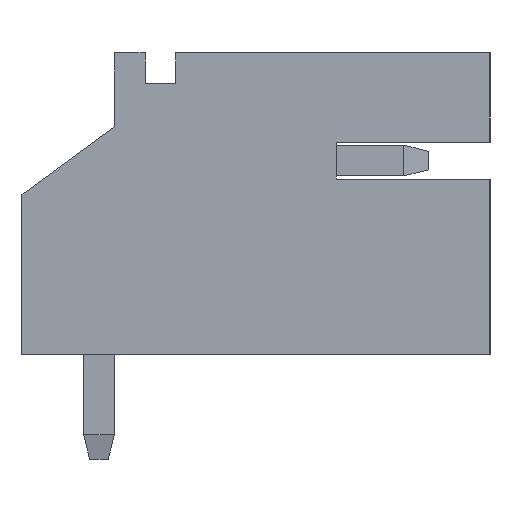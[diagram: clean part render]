
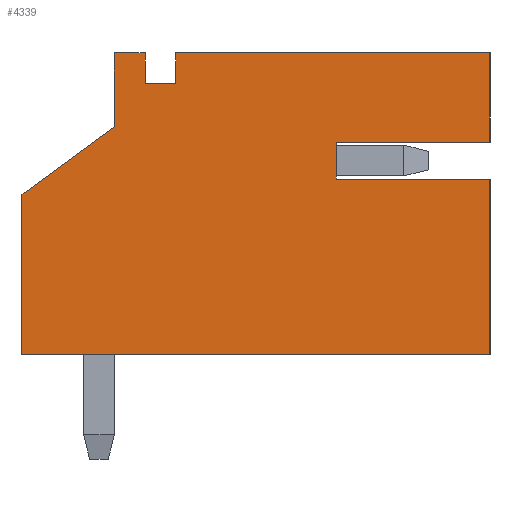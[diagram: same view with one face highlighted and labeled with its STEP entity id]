
A CAD part, left-side view. The second image highlights one B-rep face of the part: STEP entity #4339.
In plain terms, the highlighted planar face has unit normal (-1, 0, 0).
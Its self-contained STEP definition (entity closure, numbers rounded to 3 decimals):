
#99 = CARTESIAN_POINT ( 'NONE',  ( -5., -1.84, 3.45 ) ) ;
#112 = CARTESIAN_POINT ( 'NONE',  ( -5., -1.24, 4.4 ) ) ;
#334 = CARTESIAN_POINT ( 'NONE',  ( -5., -0.24, 3.7 ) ) ;
#441 = EDGE_CURVE ( 'NONE', #12975, #15005, #8251, .T. ) ;
#519 = VECTOR ( 'NONE', #4913, 1000. ) ;
#626 = ORIENTED_EDGE ( 'NONE', *, *, #4037, .T. ) ;
#646 = EDGE_CURVE ( 'NONE', #12975, #12597, #14551, .T. ) ;
#868 = LINE ( 'NONE', #4509, #8066 ) ;
#1098 = ORIENTED_EDGE ( 'NONE', *, *, #9568, .T. ) ;
#1174 = DIRECTION ( 'NONE',  ( 0., 1., 0. ) ) ;
#1382 = EDGE_CURVE ( 'NONE', #6337, #3710, #5024, .T. ) ;
#1414 = CARTESIAN_POINT ( 'NONE',  ( -5., 1.26, 0. ) ) ;
#1421 = PLANE ( 'NONE',  #13559 ) ;
#1737 = CARTESIAN_POINT ( 'NONE',  ( -5., -1.24, 4.4 ) ) ;
#1858 = VERTEX_POINT ( 'NONE', #1414 ) ;
#1869 = EDGE_CURVE ( 'NONE', #9836, #11241, #11611, .T. ) ;
#1883 = EDGE_LOOP ( 'NONE', ( #10360, #7171, #2735, #10077, #8937, #3301, #11581, #9425, #7010, #10262, #11017, #11507, #626, #1098 ) ) ;
#2281 = VERTEX_POINT ( 'NONE', #15014 ) ;
#2368 = EDGE_CURVE ( 'NONE', #2281, #5992, #6175, .T. ) ;
#2725 = VECTOR ( 'NONE', #6097, 1000. ) ;
#2735 = ORIENTED_EDGE ( 'NONE', *, *, #15062, .T. ) ;
#2762 = CARTESIAN_POINT ( 'NONE',  ( -5., 1.26, 2.6 ) ) ;
#3301 = ORIENTED_EDGE ( 'NONE', *, *, #646, .F. ) ;
#3528 = CARTESIAN_POINT ( 'NONE',  ( -5., -0.24, 3.7 ) ) ;
#3688 = LINE ( 'NONE', #10717, #519 ) ;
#3710 = VERTEX_POINT ( 'NONE', #5308 ) ;
#3800 = VERTEX_POINT ( 'NONE', #9049 ) ;
#3894 = DIRECTION ( 'NONE',  ( 0., 0., 1. ) ) ;
#4037 = EDGE_CURVE ( 'NONE', #1858, #3800, #8512, .T. ) ;
#4133 = VECTOR ( 'NONE', #12371, 1000. ) ;
#4339 = ADVANCED_FACE ( 'NONE', ( #9790 ), #1421, .F. ) ;
#4388 = VERTEX_POINT ( 'NONE', #8756 ) ;
#4509 = CARTESIAN_POINT ( 'NONE',  ( -5., -0.24, 4.9 ) ) ;
#4574 = LINE ( 'NONE', #99, #2725 ) ;
#4911 = CARTESIAN_POINT ( 'NONE',  ( -5., 1.26, 2.6 ) ) ;
#4913 = DIRECTION ( 'NONE',  ( 0., 1., 0. ) ) ;
#4967 = CARTESIAN_POINT ( 'NONE',  ( -5., -1.24, 3.282 ) ) ;
#5024 = LINE ( 'NONE', #12111, #13754 ) ;
#5051 = DIRECTION ( 'NONE',  ( 0., -1., 0. ) ) ;
#5308 = CARTESIAN_POINT ( 'NONE',  ( -5., -6.34, 2.85 ) ) ;
#5360 = CARTESIAN_POINT ( 'NONE',  ( -5., -3.84, 2.85 ) ) ;
#5992 = VERTEX_POINT ( 'NONE', #3528 ) ;
#6097 = DIRECTION ( 'NONE',  ( 0., -1., 0. ) ) ;
#6175 = LINE ( 'NONE', #334, #11593 ) ;
#6280 = VECTOR ( 'NONE', #7417, 1000. ) ;
#6302 = EDGE_CURVE ( 'NONE', #10667, #1858, #14431, .T. ) ;
#6337 = VERTEX_POINT ( 'NONE', #5360 ) ;
#6913 = DIRECTION ( 'NONE',  ( 0., 0., 1. ) ) ;
#7010 = ORIENTED_EDGE ( 'NONE', *, *, #13258, .T. ) ;
#7165 = CARTESIAN_POINT ( 'NONE',  ( -5., -1.24, 4.9 ) ) ;
#7171 = ORIENTED_EDGE ( 'NONE', *, *, #13620, .F. ) ;
#7350 = VECTOR ( 'NONE', #6913, 1000. ) ;
#7417 = DIRECTION ( 'NONE',  ( 0., 0.806, -0.591 ) ) ;
#7541 = DIRECTION ( 'NONE',  ( 0., -1., 0. ) ) ;
#7552 = CARTESIAN_POINT ( 'NONE',  ( -5., -6.34, 4.9 ) ) ;
#7554 = DIRECTION ( 'NONE',  ( 0., 0., -1. ) ) ;
#7627 = CARTESIAN_POINT ( 'NONE',  ( -5., -3.84, 3.45 ) ) ;
#7653 = LINE ( 'NONE', #9027, #4133 ) ;
#8066 = VECTOR ( 'NONE', #10384, 1000. ) ;
#8090 = CARTESIAN_POINT ( 'NONE',  ( -5., -0.74, 4.4 ) ) ;
#8251 = LINE ( 'NONE', #112, #13003 ) ;
#8360 = EDGE_CURVE ( 'NONE', #5992, #10667, #13205, .T. ) ;
#8420 = VECTOR ( 'NONE', #12985, 1000. ) ;
#8440 = CARTESIAN_POINT ( 'NONE',  ( -5., -3.84, 3.45 ) ) ;
#8512 = LINE ( 'NONE', #8591, #8715 ) ;
#8591 = CARTESIAN_POINT ( 'NONE',  ( -5., -6.34, 0. ) ) ;
#8645 = DIRECTION ( 'NONE',  ( 1., 0., 0. ) ) ;
#8660 = DIRECTION ( 'NONE',  ( 0., -1., 0. ) ) ;
#8715 = VECTOR ( 'NONE', #8660, 1000. ) ;
#8756 = CARTESIAN_POINT ( 'NONE',  ( -5., -0.74, 4.9 ) ) ;
#8937 = ORIENTED_EDGE ( 'NONE', *, *, #13510, .T. ) ;
#9027 = CARTESIAN_POINT ( 'NONE',  ( -5., -6.34, 4.9 ) ) ;
#9049 = CARTESIAN_POINT ( 'NONE',  ( -5., -6.34, 0. ) ) ;
#9425 = ORIENTED_EDGE ( 'NONE', *, *, #11165, .T. ) ;
#9568 = EDGE_CURVE ( 'NONE', #3800, #3710, #7653, .T. ) ;
#9790 = FACE_OUTER_BOUND ( 'NONE', #1883, .T. ) ;
#9836 = VERTEX_POINT ( 'NONE', #10136 ) ;
#10077 = ORIENTED_EDGE ( 'NONE', *, *, #1869, .T. ) ;
#10136 = CARTESIAN_POINT ( 'NONE',  ( -5., -6.34, 3.45 ) ) ;
#10262 = ORIENTED_EDGE ( 'NONE', *, *, #2368, .T. ) ;
#10300 = VERTEX_POINT ( 'NONE', #8440 ) ;
#10360 = ORIENTED_EDGE ( 'NONE', *, *, #1382, .F. ) ;
#10384 = DIRECTION ( 'NONE',  ( 0., 1., 0. ) ) ;
#10667 = VERTEX_POINT ( 'NONE', #4911 ) ;
#10717 = CARTESIAN_POINT ( 'NONE',  ( -5., -0.24, 4.9 ) ) ;
#11017 = ORIENTED_EDGE ( 'NONE', *, *, #8360, .T. ) ;
#11086 = CARTESIAN_POINT ( 'NONE',  ( -5., 1.26, 0. ) ) ;
#11165 = EDGE_CURVE ( 'NONE', #15005, #4388, #12195, .T. ) ;
#11241 = VERTEX_POINT ( 'NONE', #7552 ) ;
#11407 = VECTOR ( 'NONE', #14578, 1000. ) ;
#11507 = ORIENTED_EDGE ( 'NONE', *, *, #6302, .T. ) ;
#11581 = ORIENTED_EDGE ( 'NONE', *, *, #441, .T. ) ;
#11593 = VECTOR ( 'NONE', #11977, 1000. ) ;
#11611 = LINE ( 'NONE', #12820, #8420 ) ;
#11977 = DIRECTION ( 'NONE',  ( 0., 0., -1. ) ) ;
#12111 = CARTESIAN_POINT ( 'NONE',  ( -5., -1.84, 2.85 ) ) ;
#12188 = VECTOR ( 'NONE', #7554, 1000. ) ;
#12195 = LINE ( 'NONE', #14472, #7350 ) ;
#12371 = DIRECTION ( 'NONE',  ( 0., 0., 1. ) ) ;
#12597 = VERTEX_POINT ( 'NONE', #7165 ) ;
#12820 = CARTESIAN_POINT ( 'NONE',  ( -5., -6.34, 4.9 ) ) ;
#12975 = VERTEX_POINT ( 'NONE', #1737 ) ;
#12985 = DIRECTION ( 'NONE',  ( 0., 0., 1. ) ) ;
#13003 = VECTOR ( 'NONE', #1174, 1000. ) ;
#13205 = LINE ( 'NONE', #2762, #6280 ) ;
#13258 = EDGE_CURVE ( 'NONE', #4388, #2281, #3688, .T. ) ;
#13510 = EDGE_CURVE ( 'NONE', #11241, #12597, #868, .T. ) ;
#13559 = AXIS2_PLACEMENT_3D ( 'NONE', #14422, #8645, #5051 ) ;
#13620 = EDGE_CURVE ( 'NONE', #10300, #6337, #14410, .T. ) ;
#13754 = VECTOR ( 'NONE', #7541, 1000. ) ;
#14410 = LINE ( 'NONE', #7627, #12188 ) ;
#14422 = CARTESIAN_POINT ( 'NONE',  ( -5., -3.29, 4.9 ) ) ;
#14431 = LINE ( 'NONE', #11086, #11407 ) ;
#14472 = CARTESIAN_POINT ( 'NONE',  ( -5., -0.74, 3.282 ) ) ;
#14551 = LINE ( 'NONE', #4967, #14881 ) ;
#14578 = DIRECTION ( 'NONE',  ( 0., 0., -1. ) ) ;
#14881 = VECTOR ( 'NONE', #3894, 1000. ) ;
#15005 = VERTEX_POINT ( 'NONE', #8090 ) ;
#15014 = CARTESIAN_POINT ( 'NONE',  ( -5., -0.24, 4.9 ) ) ;
#15062 = EDGE_CURVE ( 'NONE', #10300, #9836, #4574, .T. ) ;
